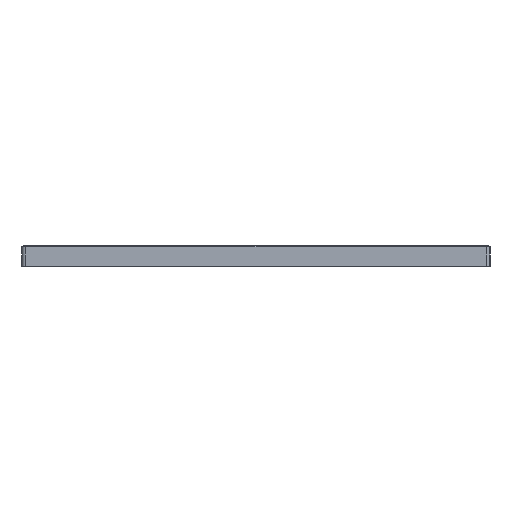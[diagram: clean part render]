
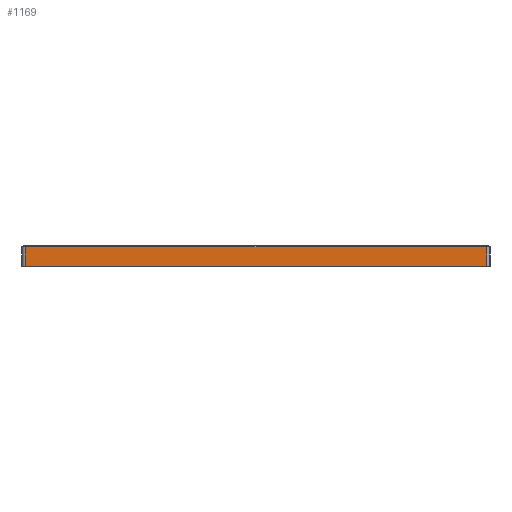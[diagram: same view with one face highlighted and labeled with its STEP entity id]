
A CAD part, left-side view. The second image highlights one B-rep face of the part: STEP entity #1169.
In plain terms, the highlighted planar face has unit normal (-1, 0, 0).
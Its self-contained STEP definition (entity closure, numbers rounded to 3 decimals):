
#358=B_SPLINE_CURVE_WITH_KNOTS('',3,(#19528,#19529,#19530,#19531,#19532,
#19533,#19534,#19535,#19536,#19537,#19538,#19539,#19540),.UNSPECIFIED.,
 .F.,.F.,(4,3,3,3,4),(0.,0.006,0.131,0.382,
1.),.UNSPECIFIED.);
#359=B_SPLINE_CURVE_WITH_KNOTS('',3,(#19542,#19543,#19544,#19545,#19546,
#19547,#19548,#19549,#19550,#19551,#19552,#19553,#19554,#19555,#19556,#19557,
#19558,#19559,#19560),.UNSPECIFIED.,.F.,.F.,(4,3,3,3,3,3,4),(0.,0.009,
0.043,0.183,0.739,0.869,
1.),.UNSPECIFIED.);
#821=FACE_OUTER_BOUND('',#1727,.T.);
#1169=ADVANCED_FACE('',(#821),#1449,.T.);
#1449=PLANE('',#6671);
#1727=EDGE_LOOP('',(#3166,#3167,#3168,#3169,#3170));
#3166=ORIENTED_EDGE('',*,*,#5204,.T.);
#3167=ORIENTED_EDGE('',*,*,#5205,.T.);
#3168=ORIENTED_EDGE('',*,*,#5206,.T.);
#3169=ORIENTED_EDGE('',*,*,#5207,.T.);
#3170=ORIENTED_EDGE('',*,*,#5208,.F.);
#4462=VERTEX_POINT('',#19526);
#4463=VERTEX_POINT('',#19527);
#4464=VERTEX_POINT('',#19541);
#4465=VERTEX_POINT('',#19561);
#4466=VERTEX_POINT('',#19563);
#5204=EDGE_CURVE('',#4462,#4463,#5916,.T.);
#5205=EDGE_CURVE('',#4463,#4464,#358,.T.);
#5206=EDGE_CURVE('',#4464,#4465,#359,.T.);
#5207=EDGE_CURVE('',#4465,#4466,#5917,.T.);
#5208=EDGE_CURVE('',#4462,#4466,#5918,.T.);
#5916=LINE('',#19525,#6300);
#5917=LINE('',#19562,#6301);
#5918=LINE('',#19564,#6302);
#6300=VECTOR('',#7768,1.);
#6301=VECTOR('',#7769,1.);
#6302=VECTOR('',#7770,1.);
#6671=AXIS2_PLACEMENT_3D('',#19565,#7771,#7772);
#7768=DIRECTION('',(0.,0.,1.));
#7769=DIRECTION('',(0.,0.,-1.));
#7770=DIRECTION('',(0.,1.,0.));
#7771=DIRECTION('',(-1.,0.,0.));
#7772=DIRECTION('',(0.,0.,1.));
#19525=CARTESIAN_POINT('',(-200.,-345.,29.));
#19526=CARTESIAN_POINT('',(-200.,-345.,0.));
#19527=CARTESIAN_POINT('',(-200.,-345.,28.475));
#19528=CARTESIAN_POINT('',(-200.,-345.,28.475));
#19529=CARTESIAN_POINT('',(-200.,-344.283,28.471));
#19530=CARTESIAN_POINT('',(-200.,-343.567,28.47));
#19531=CARTESIAN_POINT('',(-200.,-342.85,28.47));
#19532=CARTESIAN_POINT('',(-200.,-328.452,28.467));
#19533=CARTESIAN_POINT('',(-200.,-314.053,28.47));
#19534=CARTESIAN_POINT('',(-200.,-299.655,28.47));
#19535=CARTESIAN_POINT('',(-200.,-270.858,28.47));
#19536=CARTESIAN_POINT('',(-200.,-242.061,28.47));
#19537=CARTESIAN_POINT('',(-200.,-213.264,28.47));
#19538=CARTESIAN_POINT('',(-200.,-142.176,28.47));
#19539=CARTESIAN_POINT('',(-200.,-71.088,28.47));
#19540=CARTESIAN_POINT('',(-200.,0.,28.47));
#19541=CARTESIAN_POINT('',(-200.,0.,28.47));
#19542=CARTESIAN_POINT('',(-200.,0.,28.47));
#19543=CARTESIAN_POINT('',(-200.,1.,28.47));
#19544=CARTESIAN_POINT('',(-200.,2.,28.47));
#19545=CARTESIAN_POINT('',(-200.,3.,28.47));
#19546=CARTESIAN_POINT('',(-200.,7.,28.47));
#19547=CARTESIAN_POINT('',(-200.,11.,28.47));
#19548=CARTESIAN_POINT('',(-200.,15.,28.47));
#19549=CARTESIAN_POINT('',(-200.,31.,28.47));
#19550=CARTESIAN_POINT('',(-200.,47.,28.47));
#19551=CARTESIAN_POINT('',(-200.,63.,28.47));
#19552=CARTESIAN_POINT('',(-200.,127.,28.47));
#19553=CARTESIAN_POINT('',(-200.,191.,28.47));
#19554=CARTESIAN_POINT('',(-200.,255.,28.47));
#19555=CARTESIAN_POINT('',(-200.,269.885,28.47));
#19556=CARTESIAN_POINT('',(-200.,284.77,28.47));
#19557=CARTESIAN_POINT('',(-200.,299.655,28.47));
#19558=CARTESIAN_POINT('',(-200.,314.77,28.47));
#19559=CARTESIAN_POINT('',(-200.,329.885,28.406));
#19560=CARTESIAN_POINT('',(-200.,345.,28.475));
#19561=CARTESIAN_POINT('',(-200.,345.,28.475));
#19562=CARTESIAN_POINT('',(-200.,345.,29.));
#19563=CARTESIAN_POINT('',(-200.,345.,0.));
#19564=CARTESIAN_POINT('',(-200.,-350.,0.));
#19565=CARTESIAN_POINT('',(-200.,-350.,29.));
